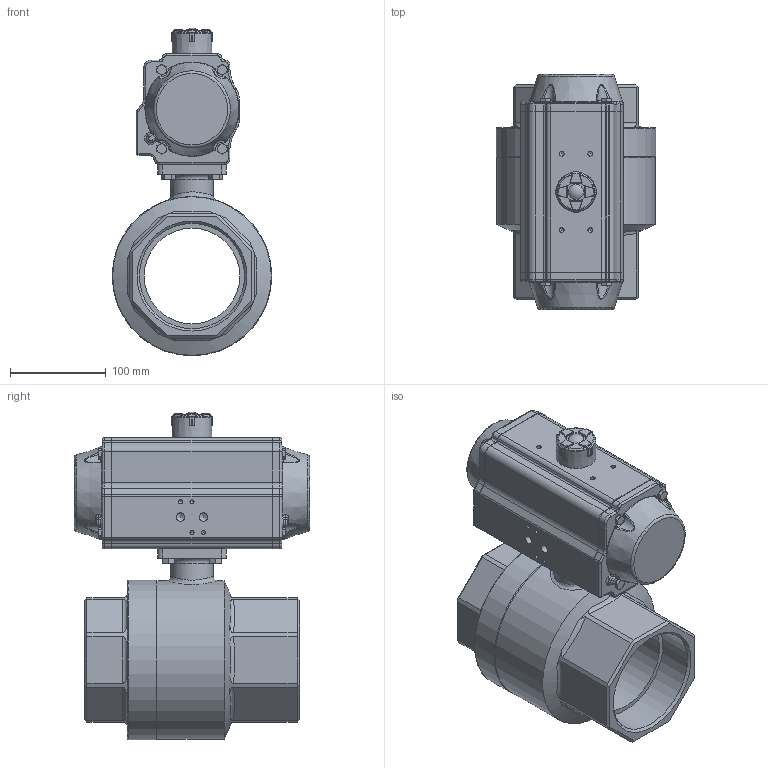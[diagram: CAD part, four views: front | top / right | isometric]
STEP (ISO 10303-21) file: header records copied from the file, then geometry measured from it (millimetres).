
FILE_DESCRIPTION(/* description */ ('Unknown'),/* implementation_level */ '2;1');
FILE_NAME(/* name */ 'DW05_FR04 0767-12',/* time_stamp */ '2022-10-17T13:38:52+02:00',/* author */ ('Unknown'),/* organization */ ('Unknown'),/* preprocessor_version */ 'ST-DEVELOPER v16.7',/* originating_system */ 'Solid Edge',/* authorisation */ 'Unknown');
FILE_SCHEMA (('AUTOMOTIVE_DESIGN {1 0 10303 214 3 1 1}'));
Length unit declared in the file: millimetre
Products named in the file (11): DW05_FR040767-12; 2.110.100; DIN 933 M8x25 A2-70 BLK_EDST; DW05_FR04_(DW110_FR81); ____; ________(___________; _____________; ______; hexagon head bolts--product grade c gb_GB_FASTENER_BOLT_HHBC M6X30-N; cup head nib bolts with large head gb_GB_FASTENER_BOLT_CHNBW M6X25-N; KP-88
Assembly tree (22 placements, depth 4):
  DW05_FR040767-12
    2.110.100
    DIN 933 M8x25 A2-70 BLK_EDST  x4
    DW05_FR04_(DW110_FR81)
      ____
        ________(___________  x2
        _____________  x2
        ______
      hexagon head bolts--product grade c gb_GB_FASTENER_BOLT_HHBC M6X30-N  x8
      cup head nib bolts with large head gb_GB_FASTENER_BOLT_CHNBW M6X25-N
      KP-88
Bounding box: 167 x 246 x 342.81 mm (x, y, z)
Volume: 4598014 mm3; surface area: 360749.6 mm2
Topology: 20 solids, 20 shells, 1152 faces, 2776 edges, 1679 vertices
Faces by surface type: plane 424, cylinder 327, bspline 146, cone 138, torus 106, sphere 11
Full cylindrical faces by diameter (mm): 3 x16, 3.3 x10, 4.2 x4, 4.66 x1, 5 x17, 6 x9, 6.2 x1, 6.8 x4, 8 x4, 8.8 x2, 9 x4, 13 x4, 24.6 x1, 24.8 x1, 35.2 x1, 38.5 x1, 45 x1, 100 x1, 110.072 x2, 166 x1, 167 x1
Entity records: 30275 total; most frequent: CARTESIAN_POINT 11088, DIRECTION 3701, ORIENTED_EDGE 3674, EDGE_CURVE 1837, AXIS2_PLACEMENT_3D 1455, VERTEX_POINT 1204, FACE_BOUND 997, EDGE_LOOP 974
